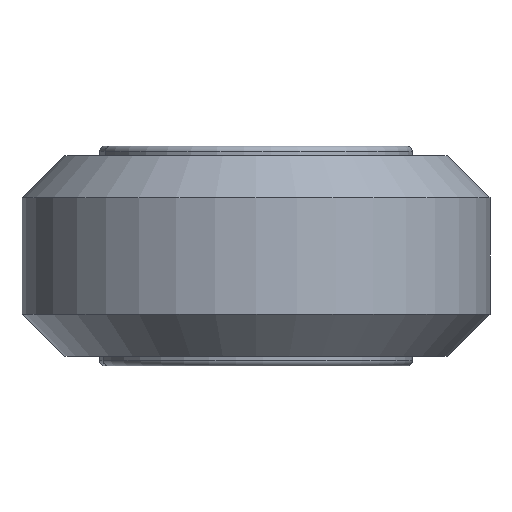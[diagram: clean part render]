
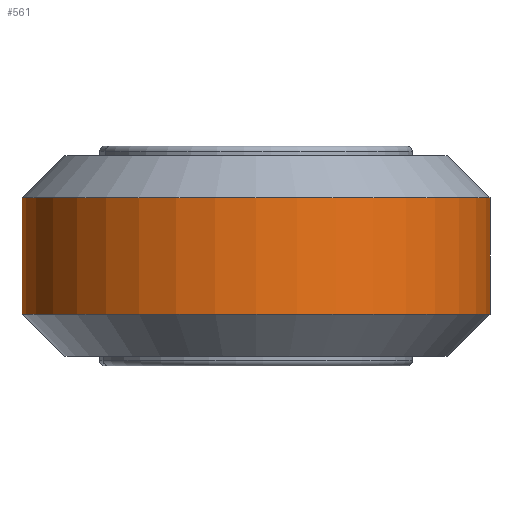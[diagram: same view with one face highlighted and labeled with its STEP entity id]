
A CAD part, front view. The second image highlights one B-rep face of the part: STEP entity #561.
In plain terms, the highlighted cylindrical face has radius 11.95 mm (diameter 23.9 mm), a partial arc.
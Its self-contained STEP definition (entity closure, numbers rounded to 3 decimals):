
#32 = DIRECTION ( 'NONE',  ( -1., 0., 0. ) ) ;
#561 = ADVANCED_FACE ( 'NONE', ( #6987 ), #2570, .T. ) ;
#622 = CARTESIAN_POINT ( 'NONE',  ( 0., 0., 2.15 ) ) ;
#1117 = ORIENTED_EDGE ( 'NONE', *, *, #7738, .T. ) ;
#1173 = CIRCLE ( 'NONE', #7935, 11.95 ) ;
#1296 = VECTOR ( 'NONE', #7599, 1000. ) ;
#1357 = EDGE_CURVE ( 'NONE', #2192, #6073, #4351, .T. ) ;
#1896 = CARTESIAN_POINT ( 'NONE',  ( 0., 0., 10.23 ) ) ;
#2192 = VERTEX_POINT ( 'NONE', #5662 ) ;
#2346 = AXIS2_PLACEMENT_3D ( 'NONE', #6919, #6298, #5678 ) ;
#2570 = CYLINDRICAL_SURFACE ( 'NONE', #7732, 11.95 ) ;
#2640 = CARTESIAN_POINT ( 'NONE',  ( 11.95, 0., 2.15 ) ) ;
#2665 = ORIENTED_EDGE ( 'NONE', *, *, #3474, .T. ) ;
#2917 = CIRCLE ( 'NONE', #2346, 11.95 ) ;
#3253 = VERTEX_POINT ( 'NONE', #7818 ) ;
#3451 = EDGE_CURVE ( 'NONE', #2192, #3253, #2917, .T. ) ;
#3474 = EDGE_CURVE ( 'NONE', #3253, #4001, #5316, .T. ) ;
#4001 = VERTEX_POINT ( 'NONE', #7590 ) ;
#4351 = LINE ( 'NONE', #4422, #7577 ) ;
#4396 = DIRECTION ( 'NONE',  ( 0., 0., -1. ) ) ;
#4422 = CARTESIAN_POINT ( 'NONE',  ( 11.95, 0., 10.23 ) ) ;
#4611 = ORIENTED_EDGE ( 'NONE', *, *, #1357, .F. ) ;
#5276 = ORIENTED_EDGE ( 'NONE', *, *, #3451, .T. ) ;
#5316 = LINE ( 'NONE', #6328, #1296 ) ;
#5466 = DIRECTION ( 'NONE',  ( 1., 0., 0. ) ) ;
#5662 = CARTESIAN_POINT ( 'NONE',  ( 11.95, 0., 8.08 ) ) ;
#5678 = DIRECTION ( 'NONE',  ( 1., 0., 0. ) ) ;
#6073 = VERTEX_POINT ( 'NONE', #2640 ) ;
#6298 = DIRECTION ( 'NONE',  ( 0., 0., -1. ) ) ;
#6328 = CARTESIAN_POINT ( 'NONE',  ( -11.95, 0., 10.23 ) ) ;
#6801 = DIRECTION ( 'NONE',  ( 0., 0., -1. ) ) ;
#6919 = CARTESIAN_POINT ( 'NONE',  ( 0., 0., 8.08 ) ) ;
#6987 = FACE_OUTER_BOUND ( 'NONE', #7461, .T. ) ;
#7381 = DIRECTION ( 'NONE',  ( 0., 0., 1. ) ) ;
#7461 = EDGE_LOOP ( 'NONE', ( #4611, #5276, #2665, #1117 ) ) ;
#7577 = VECTOR ( 'NONE', #4396, 1000. ) ;
#7590 = CARTESIAN_POINT ( 'NONE',  ( -11.95, 0., 2.15 ) ) ;
#7599 = DIRECTION ( 'NONE',  ( 0., 0., -1. ) ) ;
#7732 = AXIS2_PLACEMENT_3D ( 'NONE', #1896, #6801, #32 ) ;
#7738 = EDGE_CURVE ( 'NONE', #4001, #6073, #1173, .T. ) ;
#7818 = CARTESIAN_POINT ( 'NONE',  ( -11.95, 0., 8.08 ) ) ;
#7935 = AXIS2_PLACEMENT_3D ( 'NONE', #622, #7381, #5466 ) ;
